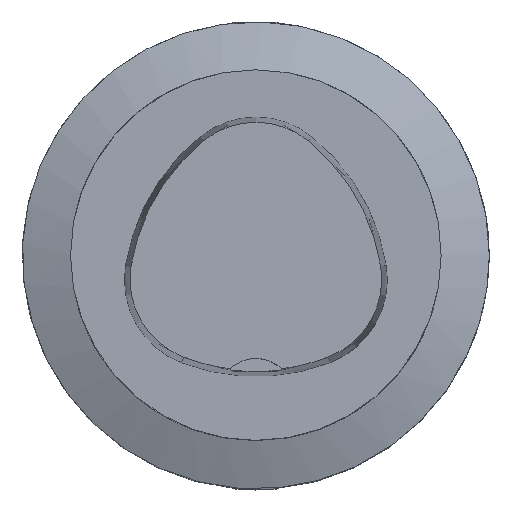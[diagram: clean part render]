
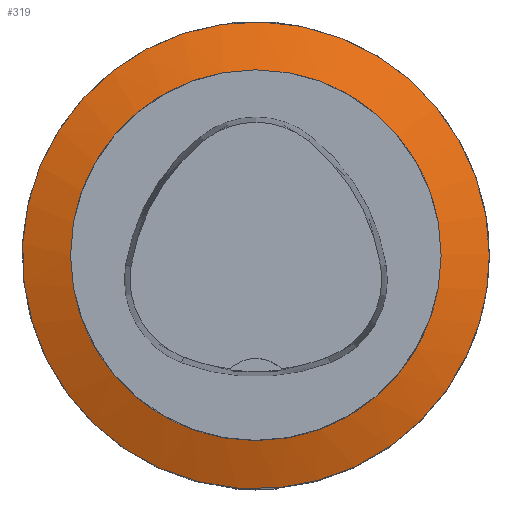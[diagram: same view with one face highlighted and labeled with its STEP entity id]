
A CAD part, top view. The second image highlights one B-rep face of the part: STEP entity #319.
In plain terms, the highlighted conical face has half-angle 70 degrees and reference radius 25 mm.
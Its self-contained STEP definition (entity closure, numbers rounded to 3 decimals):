
#38=CONICAL_SURFACE('',#5210,25.,70.);
#319=ADVANCED_FACE('',(#921,#922),#38,.T.);
#874=CIRCLE('',#5204,31.5);
#876=CIRCLE('',#5209,25.);
#921=FACE_BOUND('',#975,.T.);
#922=FACE_BOUND('',#976,.T.);
#975=EDGE_LOOP('',(#1537));
#976=EDGE_LOOP('',(#1538));
#1537=ORIENTED_EDGE('',*,*,#3465,.T.);
#1538=ORIENTED_EDGE('',*,*,#3469,.F.);
#2974=VERTEX_POINT('',#7260);
#2977=VERTEX_POINT('',#7344);
#3465=EDGE_CURVE('',#2974,#2974,#874,.T.);
#3469=EDGE_CURVE('',#2977,#2977,#876,.T.);
#5204=AXIS2_PLACEMENT_3D('',#7259,#5787,#5788);
#5209=AXIS2_PLACEMENT_3D('',#7343,#5797,#5798);
#5210=AXIS2_PLACEMENT_3D('',#7345,#5799,#5800);
#5787=DIRECTION('',(0.,0.,1.));
#5788=DIRECTION('',(1.,0.,0.));
#5797=DIRECTION('',(0.,0.,1.));
#5798=DIRECTION('',(-1.,0.,0.));
#5799=DIRECTION('',(0.,0.,-1.));
#5800=DIRECTION('',(1.,0.,0.));
#7259=CARTESIAN_POINT('',(0.,0.,-22.366));
#7260=CARTESIAN_POINT('',(31.5,0.,-22.366));
#7343=CARTESIAN_POINT('',(0.,0.,-20.));
#7344=CARTESIAN_POINT('',(-25.,0.,-20.));
#7345=CARTESIAN_POINT('',(0.,0.,-20.));
